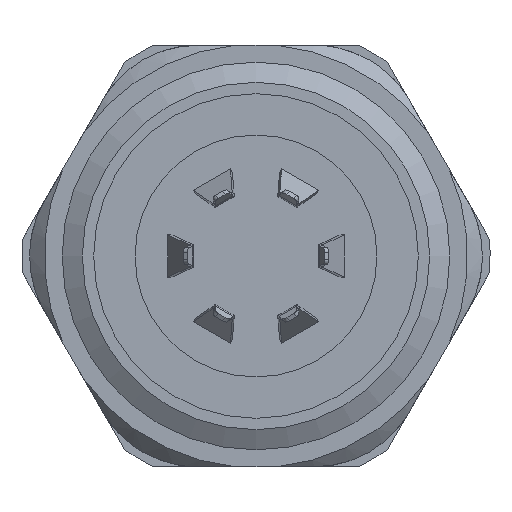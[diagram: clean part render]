
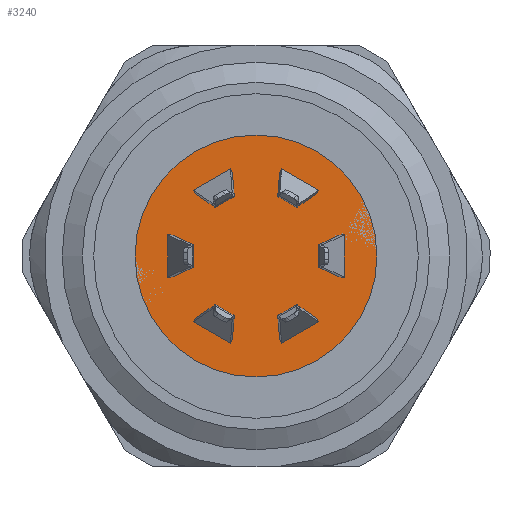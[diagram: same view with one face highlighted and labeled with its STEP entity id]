
A CAD part, front view. The second image highlights one B-rep face of the part: STEP entity #3240.
In plain terms, the highlighted planar face has unit normal (0, -1, 0).
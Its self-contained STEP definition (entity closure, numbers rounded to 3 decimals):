
#320=CIRCLE('',#3521,7.75);
#491=FACE_OUTER_BOUND('',#676,.T.);
#676=EDGE_LOOP('',(#2807));
#1492=VERTEX_POINT('',#6553);
#1931=EDGE_CURVE('',#1492,#1492,#320,.T.);
#2807=ORIENTED_EDGE('',*,*,#1931,.T.);
#2897=PLANE('',#3520);
#3240=ADVANCED_FACE('',(#491),#2897,.T.);
#3520=AXIS2_PLACEMENT_3D('',#6552,#4320,#4321);
#3521=AXIS2_PLACEMENT_3D('',#6554,#4322,#4323);
#4320=DIRECTION('center_axis',(0.,-1.,0.));
#4321=DIRECTION('ref_axis',(0.,0.,-1.));
#4322=DIRECTION('center_axis',(0.,-1.,0.));
#4323=DIRECTION('ref_axis',(1.,0.,0.));
#6552=CARTESIAN_POINT('Origin',(0.836,9.098,3.3));
#6553=CARTESIAN_POINT('',(8.586,9.098,3.3));
#6554=CARTESIAN_POINT('Origin',(0.836,9.098,3.3));
